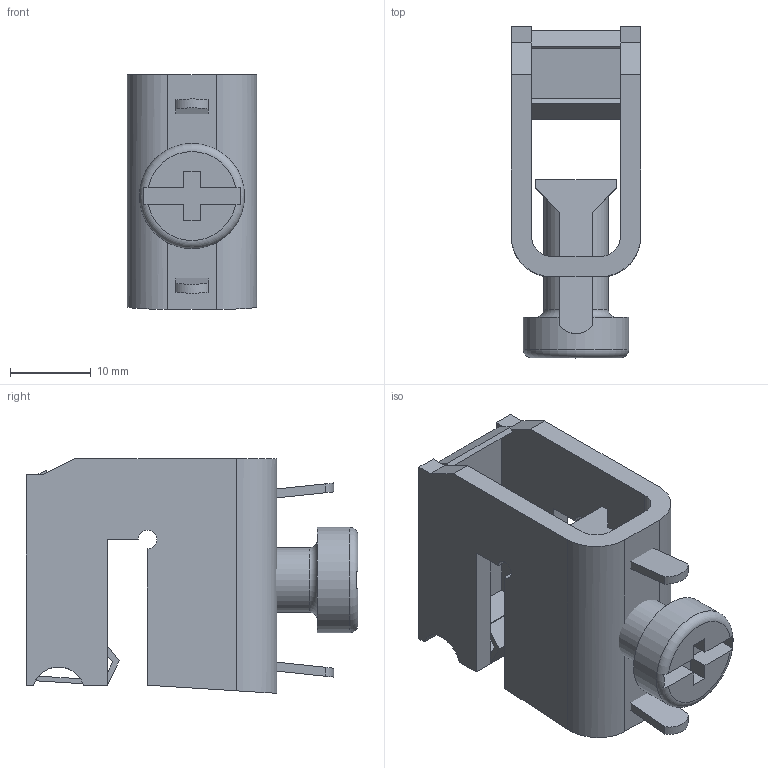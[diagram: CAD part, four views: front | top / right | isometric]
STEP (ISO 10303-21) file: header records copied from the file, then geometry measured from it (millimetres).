
FILE_DESCRIPTION(/* description */ ('STEP AP214'),/* implementation_level */ '2;1');
FILE_NAME(/* name */ '01285',/* time_stamp */ '2023-09-27T08:32:36+02:00',/* author */ ('License CC BY-ND 4.0'),/* organization */ ('CADENAS'),/* preprocessor_version */ 'ST-DEVELOPER v19.3',/* originating_system */ 'PARTsolutions',/* authorisation */ ' ');
FILE_SCHEMA (('AUTOMOTIVE_DESIGN {1 0 10303 214 3 1 1}'));
Length unit declared in the file: millimetre
Products named in the file (4): 01285; 01285b2; 01285s; 01285b
Assembly tree (3 placements, depth 2):
  01285
    01285b2
    01285s
    01285b
Bounding box: 16 x 41 x 29 mm (x, y, z)
Volume: 6390.9 mm3; surface area: 6874 mm2
Topology: 3 solids, 3 shells, 94 faces, 260 edges, 163 vertices
Faces by surface type: plane 79, cylinder 12, torus 2, cone 1
Full cylindrical faces by diameter (mm): 8 x1, 13 x1
Entity records: 3025 total; most frequent: CARTESIAN_POINT 532, ORIENTED_EDGE 508, DIRECTION 480, EDGE_CURVE 254, LINE 212, VECTOR 212, VERTEX_POINT 162, AXIS2_PLACEMENT_3D 134
